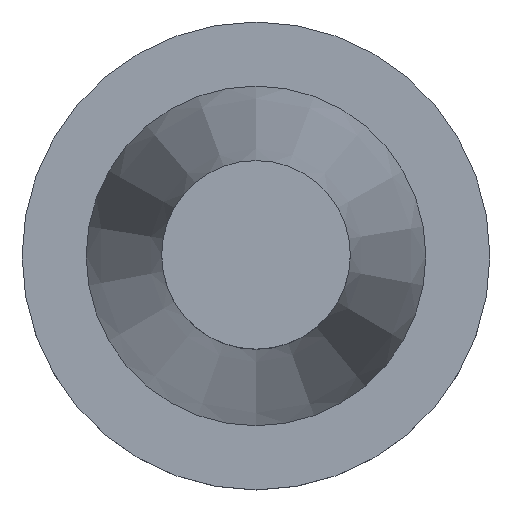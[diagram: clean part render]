
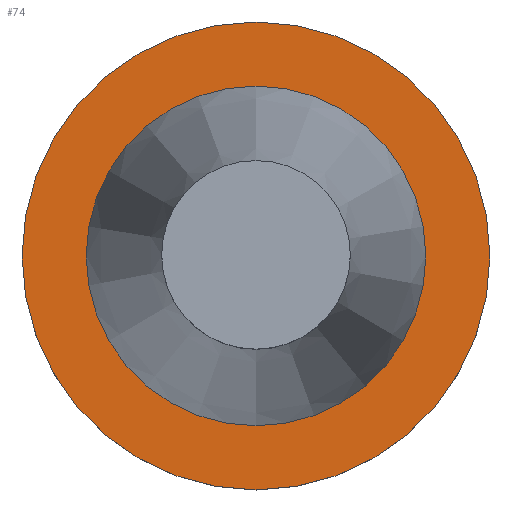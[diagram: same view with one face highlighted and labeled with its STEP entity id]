
A CAD part, top view. The second image highlights one B-rep face of the part: STEP entity #74.
In plain terms, the highlighted planar face has unit normal (0, 0, 1).
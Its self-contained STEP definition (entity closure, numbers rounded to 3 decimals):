
#74=ADVANCED_FACE('',(#90,#91),#86,.F.);
#86=PLANE('',#259);
#90=FACE_BOUND('',#102,.T.);
#91=FACE_BOUND('',#103,.T.);
#102=EDGE_LOOP('',(#120));
#103=EDGE_LOOP('',(#121,#122));
#120=ORIENTED_EDGE('',*,*,#191,.F.);
#121=ORIENTED_EDGE('',*,*,#192,.T.);
#122=ORIENTED_EDGE('',*,*,#193,.T.);
#170=VERTEX_POINT('',#360);
#171=VERTEX_POINT('',#362);
#172=VERTEX_POINT('',#363);
#191=EDGE_CURVE('',#170,#170,#216,.T.);
#192=EDGE_CURVE('',#171,#172,#217,.T.);
#193=EDGE_CURVE('',#172,#171,#218,.T.);
#216=CIRCLE('',#256,48.75);
#217=CIRCLE('',#257,35.392);
#218=CIRCLE('',#258,35.392);
#256=AXIS2_PLACEMENT_3D('',#359,#291,#292);
#257=AXIS2_PLACEMENT_3D('',#361,#293,#294);
#258=AXIS2_PLACEMENT_3D('',#364,#295,#296);
#259=AXIS2_PLACEMENT_3D('',#365,#297,#298);
#291=DIRECTION('',(0.,0.,-1.));
#292=DIRECTION('',(-1.,0.,0.));
#293=DIRECTION('',(0.,0.,-1.));
#294=DIRECTION('',(-1.,0.,0.));
#295=DIRECTION('',(0.,0.,-1.));
#296=DIRECTION('',(-1.,0.,0.));
#297=DIRECTION('',(0.,0.,-1.));
#298=DIRECTION('',(0.,1.,0.));
#359=CARTESIAN_POINT('',(0.,0.,-3.2));
#360=CARTESIAN_POINT('',(-48.75,0.,-3.2));
#361=CARTESIAN_POINT('',(0.,0.,-3.2));
#362=CARTESIAN_POINT('',(0.,35.392,-3.2));
#363=CARTESIAN_POINT('',(0.,-35.392,-3.2));
#364=CARTESIAN_POINT('',(0.,0.,-3.2));
#365=CARTESIAN_POINT('',(0.,0.,-3.2));
